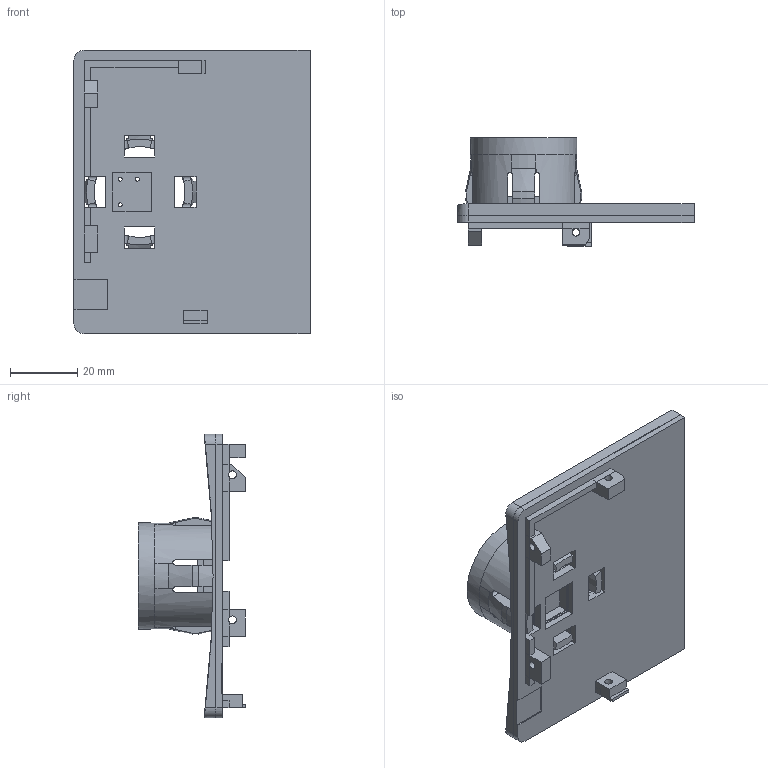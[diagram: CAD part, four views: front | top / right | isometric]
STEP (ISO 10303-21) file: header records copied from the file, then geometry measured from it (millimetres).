
FILE_DESCRIPTION(('FreeCAD Model'),'2;1');
FILE_NAME('Open CASCADE Shape Model','2024-10-19T11:38:51',(''),(''), 'Open CASCADE STEP processor 7.6','FreeCAD','Unknown');
FILE_SCHEMA(('AUTOMOTIVE_DESIGN { 1 0 10303 214 1 1 1 1 }'));
Length unit declared in the file: millimetre
Products named in the file (4): Modul_drazice_650_vertical; Snap; Curve; Pin_guide
Assembly tree (3 placements, depth 2):
  Modul_drazice_650_vertical
    Snap
    Curve
    Pin_guide
Bounding box: 70 x 32 x 84 mm (x, y, z)
Volume: 27114.4 mm3; surface area: 20195 mm2
Topology: 3 solids, 3 shells, 241 faces, 646 edges, 408 vertices
Faces by surface type: plane 186, cylinder 47, cone 8
Full cylindrical faces by diameter (mm): 1.2 x3, 2.3 x4, 29 x1, 31.5 x1
Entity records: 7935 total; most frequent: CARTESIAN_POINT 1720, ORIENTED_EDGE 1292, DIRECTION 1254, EDGE_CURVE 646, LINE 476, VECTOR 476, VERTEX_POINT 408, AXIS2_PLACEMENT_3D 389
